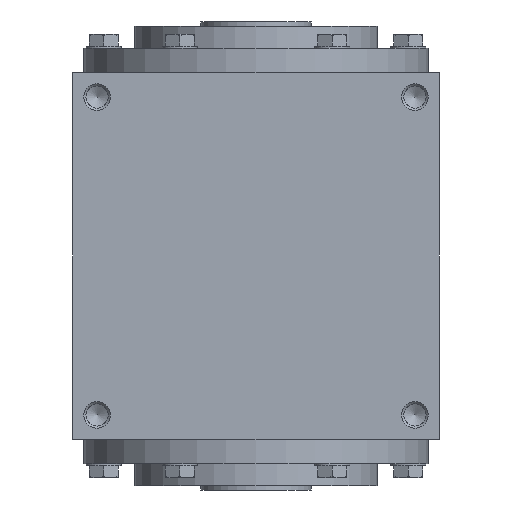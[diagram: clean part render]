
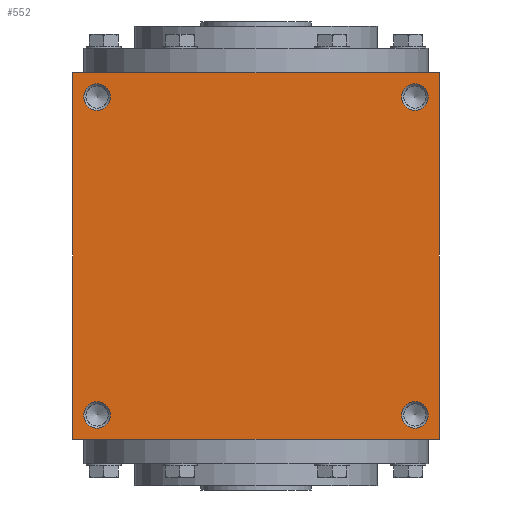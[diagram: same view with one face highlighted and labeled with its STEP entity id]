
A CAD part, left-side view. The second image highlights one B-rep face of the part: STEP entity #552.
In plain terms, the highlighted face is planar.
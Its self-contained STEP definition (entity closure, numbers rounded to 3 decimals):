
#552 = ADVANCED_FACE( '', ( #1120, #1121, #1122, #1123, #1124 ), #1125, .F. );
#1120 = FACE_BOUND( '', #1808, .T. );
#1121 = FACE_BOUND( '', #1809, .T. );
#1122 = FACE_BOUND( '', #1810, .T. );
#1123 = FACE_BOUND( '', #1811, .T. );
#1124 = FACE_OUTER_BOUND( '', #1812, .T. );
#1125 = PLANE( '', #1813 );
#1808 = EDGE_LOOP( '', ( #2730 ) );
#1809 = EDGE_LOOP( '', ( #2731 ) );
#1810 = EDGE_LOOP( '', ( #2732 ) );
#1811 = EDGE_LOOP( '', ( #2733 ) );
#1812 = EDGE_LOOP( '', ( #2734, #2735, #2736, #2737 ) );
#1813 = AXIS2_PLACEMENT_3D( '', #2738, #2739, #2740 );
#2730 = ORIENTED_EDGE( '', *, *, #3814, .F. );
#2731 = ORIENTED_EDGE( '', *, *, #3815, .T. );
#2732 = ORIENTED_EDGE( '', *, *, #3579, .F. );
#2733 = ORIENTED_EDGE( '', *, *, #3631, .T. );
#2734 = ORIENTED_EDGE( '', *, *, #3709, .F. );
#2735 = ORIENTED_EDGE( '', *, *, #3796, .F. );
#2736 = ORIENTED_EDGE( '', *, *, #3743, .F. );
#2737 = ORIENTED_EDGE( '', *, *, #3816, .F. );
#2738 = CARTESIAN_POINT( '', ( 0., 0., -83. ) );
#2739 = DIRECTION( '', ( 0., 0., 1. ) );
#2740 = DIRECTION( '', ( 1., 0., 0. ) );
#3579 = EDGE_CURVE( '', #4105, #4105, #4106, .T. );
#3631 = EDGE_CURVE( '', #4187, #4187, #4188, .T. );
#3709 = EDGE_CURVE( '', #4315, #4316, #4317, .T. );
#3743 = EDGE_CURVE( '', #4369, #4370, #4371, .T. );
#3796 = EDGE_CURVE( '', #4370, #4315, #4455, .T. );
#3814 = EDGE_CURVE( '', #4479, #4479, #4480, .T. );
#3815 = EDGE_CURVE( '', #4481, #4481, #4482, .T. );
#3816 = EDGE_CURVE( '', #4316, #4369, #4483, .T. );
#4105 = VERTEX_POINT( '', #4838 );
#4106 = CIRCLE( '', #4839, 6. );
#4187 = VERTEX_POINT( '', #4947 );
#4188 = CIRCLE( '', #4948, 6. );
#4315 = VERTEX_POINT( '', #5095 );
#4316 = VERTEX_POINT( '', #5096 );
#4317 = LINE( '', #5097, #5098 );
#4369 = VERTEX_POINT( '', #5185 );
#4370 = VERTEX_POINT( '', #5186 );
#4371 = LINE( '', #5187, #5188 );
#4455 = LINE( '', #5281, #5282 );
#4479 = VERTEX_POINT( '', #5309 );
#4480 = CIRCLE( '', #5310, 6. );
#4481 = VERTEX_POINT( '', #5311 );
#4482 = CIRCLE( '', #5312, 6. );
#4483 = LINE( '', #5313, #5314 );
#4838 = CARTESIAN_POINT( '', ( -78., -72., -83. ) );
#4839 = AXIS2_PLACEMENT_3D( '', #5739, #5740, #5741 );
#4947 = CARTESIAN_POINT( '', ( 78., -72., -83. ) );
#4948 = AXIS2_PLACEMENT_3D( '', #5822, #5823, #5824 );
#5095 = CARTESIAN_POINT( '', ( -83., 83., -83. ) );
#5096 = CARTESIAN_POINT( '', ( -83., -83., -83. ) );
#5097 = CARTESIAN_POINT( '', ( -83., 83., -83. ) );
#5098 = VECTOR( '', #5971, 1000. );
#5185 = CARTESIAN_POINT( '', ( 83., -83., -83. ) );
#5186 = CARTESIAN_POINT( '', ( 83., 83., -83. ) );
#5187 = CARTESIAN_POINT( '', ( 83., -83., -83. ) );
#5188 = VECTOR( '', #6013, 1000. );
#5281 = CARTESIAN_POINT( '', ( 83., 83., -83. ) );
#5282 = VECTOR( '', #6107, 1000. );
#5309 = CARTESIAN_POINT( '', ( -78., 72., -83. ) );
#5310 = AXIS2_PLACEMENT_3D( '', #6135, #6136, #6137 );
#5311 = CARTESIAN_POINT( '', ( 78., 72., -83. ) );
#5312 = AXIS2_PLACEMENT_3D( '', #6138, #6139, #6140 );
#5313 = CARTESIAN_POINT( '', ( -83., -83., -83. ) );
#5314 = VECTOR( '', #6141, 1000. );
#5739 = CARTESIAN_POINT( '', ( -72., -72., -83. ) );
#5740 = DIRECTION( '', ( 0., 0., -1. ) );
#5741 = DIRECTION( '', ( -1., 0., 0. ) );
#5822 = CARTESIAN_POINT( '', ( 72., -72., -83. ) );
#5823 = DIRECTION( '', ( 0., 0., 1. ) );
#5824 = DIRECTION( '', ( 1., 0., 0. ) );
#5971 = DIRECTION( '', ( 0., -1., 0. ) );
#6013 = DIRECTION( '', ( 0., 1., 0. ) );
#6107 = DIRECTION( '', ( -1., 0., 0. ) );
#6135 = CARTESIAN_POINT( '', ( -72., 72., -83. ) );
#6136 = DIRECTION( '', ( 0., 0., -1. ) );
#6137 = DIRECTION( '', ( -1., 0., 0. ) );
#6138 = CARTESIAN_POINT( '', ( 72., 72., -83. ) );
#6139 = DIRECTION( '', ( 0., 0., 1. ) );
#6140 = DIRECTION( '', ( 1., 0., 0. ) );
#6141 = DIRECTION( '', ( 1., 0., 0. ) );
